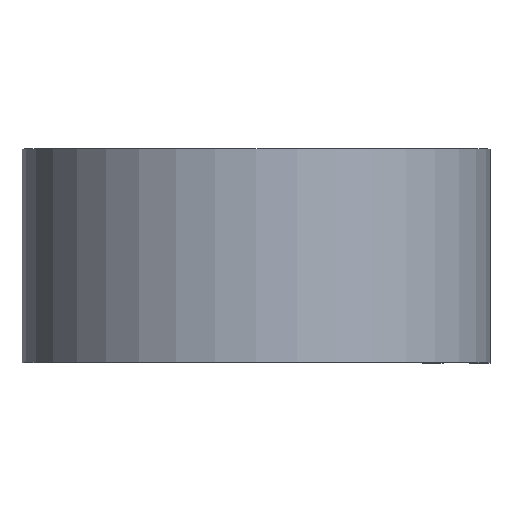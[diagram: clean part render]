
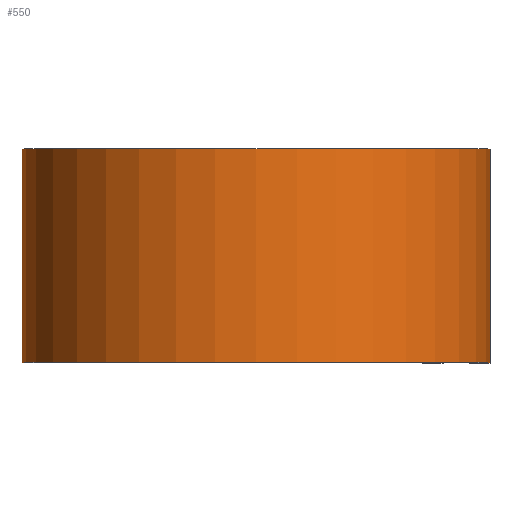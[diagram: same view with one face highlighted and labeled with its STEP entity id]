
A CAD part, top view. The second image highlights one B-rep face of the part: STEP entity #550.
In plain terms, the highlighted cylindrical face has radius 13.919 mm (diameter 27.838 mm), a partial arc.
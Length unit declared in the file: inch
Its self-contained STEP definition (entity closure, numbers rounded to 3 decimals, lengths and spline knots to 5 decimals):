
#13 = EDGE_LOOP ( 'NONE', ( #472, #169, #212, #548 ) ) ;
#23 = EDGE_CURVE ( 'NONE', #378, #693, #343, .T. ) ;
#40 = DIRECTION ( 'NONE',  ( 0., -1., 0. ) ) ;
#75 = CARTESIAN_POINT ( 'NONE',  ( 0., -0.25, -0.548 ) ) ;
#85 = CARTESIAN_POINT ( 'NONE',  ( 0., 0.25, -0.548 ) ) ;
#93 = CARTESIAN_POINT ( 'NONE',  ( 0., 0.25, 0. ) ) ;
#99 = CARTESIAN_POINT ( 'NONE',  ( 0.548, -0.25, 0. ) ) ;
#100 = CYLINDRICAL_SURFACE ( 'NONE', #230, 0.548 ) ;
#102 = FACE_OUTER_BOUND ( 'NONE', #13, .T. ) ;
#119 = EDGE_CURVE ( 'NONE', #235, #693, #714, .T. ) ;
#169 = ORIENTED_EDGE ( 'NONE', *, *, #23, .F. ) ;
#199 = VECTOR ( 'NONE', #290, 39.37008 ) ;
#212 = ORIENTED_EDGE ( 'NONE', *, *, #696, .F. ) ;
#230 = AXIS2_PLACEMENT_3D ( 'NONE', #382, #40, #637 ) ;
#235 = VERTEX_POINT ( 'NONE', #75 ) ;
#236 = EDGE_CURVE ( 'NONE', #534, #235, #524, .T. ) ;
#267 = AXIS2_PLACEMENT_3D ( 'NONE', #568, #572, #624 ) ;
#290 = DIRECTION ( 'NONE',  ( 0., -1., 0. ) ) ;
#316 = DIRECTION ( 'NONE',  ( 1., 0., 0. ) ) ;
#343 = LINE ( 'NONE', #724, #199 ) ;
#359 = AXIS2_PLACEMENT_3D ( 'NONE', #93, #599, #316 ) ;
#360 = CARTESIAN_POINT ( 'NONE',  ( 0.548, 0.25, 0. ) ) ;
#378 = VERTEX_POINT ( 'NONE', #360 ) ;
#382 = CARTESIAN_POINT ( 'NONE',  ( 0., 0.25, 0. ) ) ;
#445 = CARTESIAN_POINT ( 'NONE',  ( 0., 0.25, -0.548 ) ) ;
#461 = DIRECTION ( 'NONE',  ( 0., -1., 0. ) ) ;
#472 = ORIENTED_EDGE ( 'NONE', *, *, #119, .T. ) ;
#521 = VECTOR ( 'NONE', #461, 39.37008 ) ;
#524 = LINE ( 'NONE', #85, #521 ) ;
#534 = VERTEX_POINT ( 'NONE', #445 ) ;
#548 = ORIENTED_EDGE ( 'NONE', *, *, #236, .T. ) ;
#550 = ADVANCED_FACE ( 'NONE', ( #102 ), #100, .T. ) ;
#568 = CARTESIAN_POINT ( 'NONE',  ( 0., -0.25, 0. ) ) ;
#572 = DIRECTION ( 'NONE',  ( 0., 1., 0. ) ) ;
#599 = DIRECTION ( 'NONE',  ( 0., 1., 0. ) ) ;
#624 = DIRECTION ( 'NONE',  ( 1., 0., 0. ) ) ;
#637 = DIRECTION ( 'NONE',  ( 0., 0., -1. ) ) ;
#693 = VERTEX_POINT ( 'NONE', #99 ) ;
#696 = EDGE_CURVE ( 'NONE', #534, #378, #735, .T. ) ;
#714 = CIRCLE ( 'NONE', #267, 0.548 ) ;
#724 = CARTESIAN_POINT ( 'NONE',  ( 0.548, 0.25, 0. ) ) ;
#735 = CIRCLE ( 'NONE', #359, 0.548 ) ;
